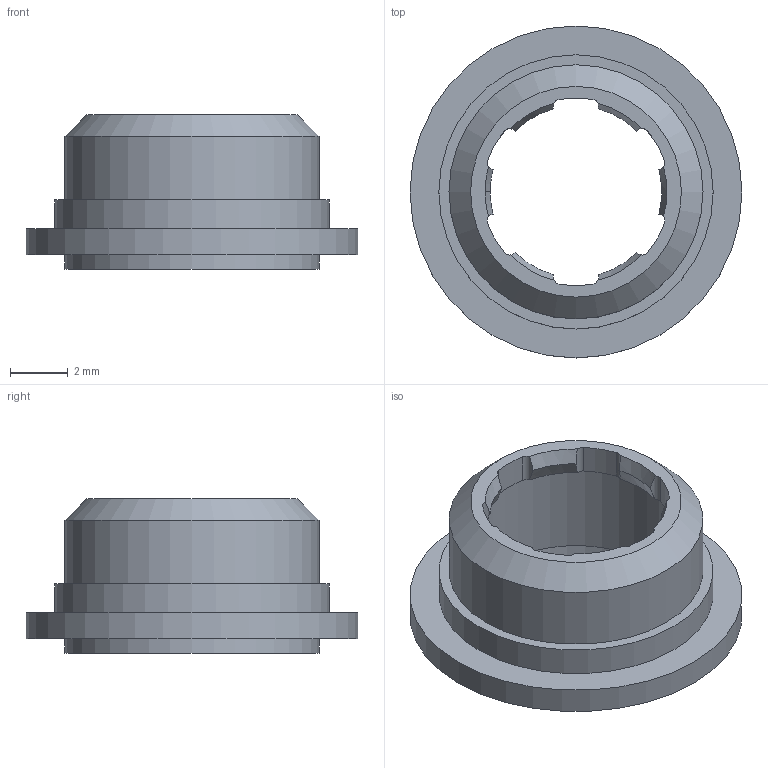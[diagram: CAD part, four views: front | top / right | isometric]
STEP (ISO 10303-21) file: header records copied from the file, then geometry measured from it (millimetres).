
FILE_DESCRIPTION(('FreeCAD Model'),'2;1');
FILE_NAME('Open CASCADE Shape Model','2024-01-12T16:34:55',('FreeCAD'),( 'FreeCAD'),'Open CASCADE STEP processor 7.6','FreeCAD','Unknown');
FILE_SCHEMA(('AUTOMOTIVE_DESIGN { 1 0 10303 214 1 1 1 1 }'));
Length unit declared in the file: millimetre
Products named in the file (1): Open CASCADE STEP translator 7.6 2
Bounding box: 11.5 x 11.5 x 5.35 mm (x, y, z)
Volume: 166.7 mm3; surface area: 401.1 mm2
Topology: 1 solids, 1 shells, 58 faces, 164 edges, 112 vertices
Faces by surface type: cylinder 23, plane 18, cone 17
Full cylindrical faces by diameter (mm): 7 x1, 8.8 x2, 9.5 x1, 11.5 x1
Entity records: 2152 total; most frequent: CARTESIAN_POINT 623, ORIENTED_EDGE 328, DIRECTION 316, EDGE_CURVE 164, AXIS2_PLACEMENT_3D 129, VERTEX_POINT 112, CIRCLE 70, FACE_BOUND 64
